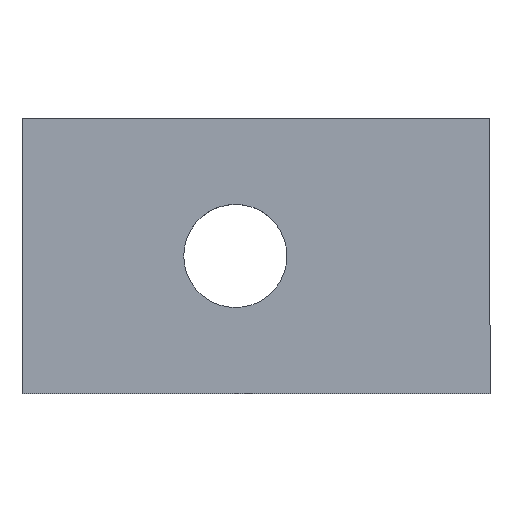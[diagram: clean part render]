
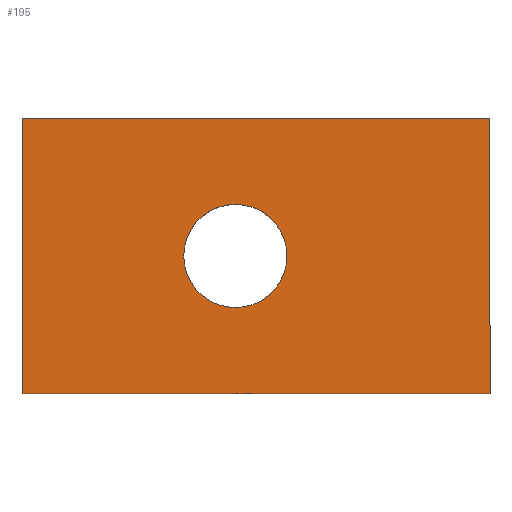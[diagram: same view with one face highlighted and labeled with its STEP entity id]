
A CAD part, top view. The second image highlights one B-rep face of the part: STEP entity #195.
In plain terms, the highlighted planar face has unit normal (0, 0, 1).
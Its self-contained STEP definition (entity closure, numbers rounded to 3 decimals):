
#21 = EDGE_CURVE ( 'NONE', #244, #276, #251, .T. ) ;
#22 = CARTESIAN_POINT ( 'NONE',  ( -44.5, 20., 0. ) ) ;
#26 = LINE ( 'NONE', #286, #37 ) ;
#28 = VERTEX_POINT ( 'NONE', #109 ) ;
#37 = VECTOR ( 'NONE', #237, 1000. ) ;
#44 = ORIENTED_EDGE ( 'NONE', *, *, #282, .F. ) ;
#46 = ORIENTED_EDGE ( 'NONE', *, *, #65, .T. ) ;
#47 = FACE_OUTER_BOUND ( 'NONE', #252, .T. ) ;
#50 = DIRECTION ( 'NONE',  ( 1., 0., 0. ) ) ;
#57 = ORIENTED_EDGE ( 'NONE', *, *, #21, .T. ) ;
#59 = DIRECTION ( 'NONE',  ( 0., 1., 0. ) ) ;
#65 = EDGE_CURVE ( 'NONE', #266, #244, #296, .T. ) ;
#66 = DIRECTION ( 'NONE',  ( 0., -1., 0. ) ) ;
#68 = DIRECTION ( 'NONE',  ( 0., 0., 1. ) ) ;
#86 = CARTESIAN_POINT ( 'NONE',  ( 0., 0., 0. ) ) ;
#91 = EDGE_CURVE ( 'NONE', #28, #266, #26, .T. ) ;
#92 = LINE ( 'NONE', #281, #297 ) ;
#94 = PLANE ( 'NONE',  #153 ) ;
#96 = CARTESIAN_POINT ( 'NONE',  ( -37., 20., 0. ) ) ;
#102 = EDGE_LOOP ( 'NONE', ( #44, #295 ) ) ;
#108 = VECTOR ( 'NONE', #232, 1000. ) ;
#109 = CARTESIAN_POINT ( 'NONE',  ( -68., 0., 0. ) ) ;
#110 = VERTEX_POINT ( 'NONE', #22 ) ;
#114 = DIRECTION ( 'NONE',  ( 0., 0., 1. ) ) ;
#119 = CARTESIAN_POINT ( 'NONE',  ( 0., 0., 0. ) ) ;
#120 = CARTESIAN_POINT ( 'NONE',  ( -37., 20., 0. ) ) ;
#123 = EDGE_CURVE ( 'NONE', #110, #158, #289, .T. ) ;
#124 = CIRCLE ( 'NONE', #209, 7.5 ) ;
#136 = ORIENTED_EDGE ( 'NONE', *, *, #284, .T. ) ;
#140 = CARTESIAN_POINT ( 'NONE',  ( 0., 40., 0. ) ) ;
#141 = CARTESIAN_POINT ( 'NONE',  ( 0., 40., 0. ) ) ;
#149 = AXIS2_PLACEMENT_3D ( 'NONE', #120, #260, #50 ) ;
#152 = ORIENTED_EDGE ( 'NONE', *, *, #91, .T. ) ;
#153 = AXIS2_PLACEMENT_3D ( 'NONE', #119, #68, #165 ) ;
#158 = VERTEX_POINT ( 'NONE', #288 ) ;
#165 = DIRECTION ( 'NONE',  ( 1., 0., 0. ) ) ;
#167 = DIRECTION ( 'NONE',  ( 1., 0., 0. ) ) ;
#176 = VECTOR ( 'NONE', #59, 1000. ) ;
#195 = ADVANCED_FACE ( 'NONE', ( #307, #47 ), #94, .T. ) ;
#209 = AXIS2_PLACEMENT_3D ( 'NONE', #96, #114, #167 ) ;
#216 = CARTESIAN_POINT ( 'NONE',  ( 0., 0., 0. ) ) ;
#232 = DIRECTION ( 'NONE',  ( -1., 0., 0. ) ) ;
#237 = DIRECTION ( 'NONE',  ( 1., 0., 0. ) ) ;
#244 = VERTEX_POINT ( 'NONE', #141 ) ;
#251 = LINE ( 'NONE', #140, #108 ) ;
#252 = EDGE_LOOP ( 'NONE', ( #46, #57, #136, #152 ) ) ;
#260 = DIRECTION ( 'NONE',  ( 0., 0., 1. ) ) ;
#266 = VERTEX_POINT ( 'NONE', #216 ) ;
#276 = VERTEX_POINT ( 'NONE', #310 ) ;
#281 = CARTESIAN_POINT ( 'NONE',  ( -68., 0., 0. ) ) ;
#282 = EDGE_CURVE ( 'NONE', #158, #110, #124, .T. ) ;
#284 = EDGE_CURVE ( 'NONE', #276, #28, #92, .T. ) ;
#286 = CARTESIAN_POINT ( 'NONE',  ( 0., 0., 0. ) ) ;
#288 = CARTESIAN_POINT ( 'NONE',  ( -29.5, 20., 0. ) ) ;
#289 = CIRCLE ( 'NONE', #149, 7.5 ) ;
#295 = ORIENTED_EDGE ( 'NONE', *, *, #123, .F. ) ;
#296 = LINE ( 'NONE', #86, #176 ) ;
#297 = VECTOR ( 'NONE', #66, 1000. ) ;
#307 = FACE_BOUND ( 'NONE', #102, .T. ) ;
#310 = CARTESIAN_POINT ( 'NONE',  ( -68., 40., 0. ) ) ;
